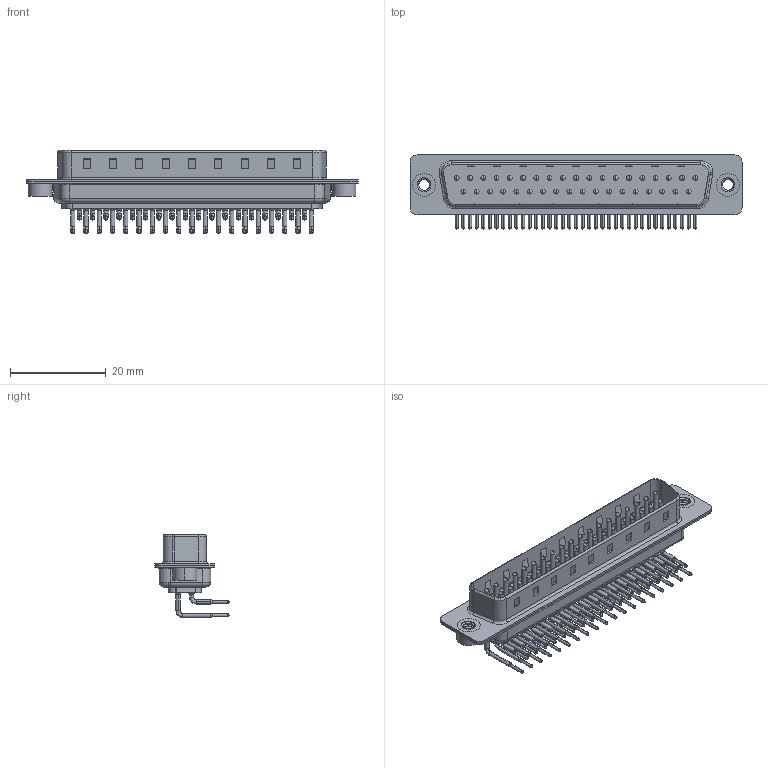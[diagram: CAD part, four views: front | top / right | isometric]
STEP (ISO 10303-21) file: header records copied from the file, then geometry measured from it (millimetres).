
FILE_DESCRIPTION (( 'STEP AP203' ), '1' );
FILE_NAME ('621-M37-260-BN2.STEP', '2018-09-25T05:00:37', ( '' ), ( '' ), 'SwSTEP 2.0', 'SolidWorks 2016', '' );
FILE_SCHEMA (( 'CONFIG_CONTROL_DESIGN' ));
Length unit declared in the file: millimetre
Products named in the file (7): 621M Contact Row 1; 621M Contact Row 2; 621M 4-40 Threaded Rivet; 621-M37-260-BN2; 621M Housing_37 Contacts; 621M Shell Front_37 Contacts; 621M Shell Rear_37 Contacts
Assembly tree (42 placements, depth 2):
  621-M37-260-BN2
    621M Housing_37 Contacts
    621M Shell Front_37 Contacts
    621M Shell Rear_37 Contacts
    621M Contact Row 1  x19
    621M Contact Row 2  x18
    621M 4-40 Threaded Rivet  x2
Bounding box: 69.4 x 15.49 x 17.39 mm (x, y, z)
Volume: 3996.9 mm3; surface area: 10367.5 mm2
Topology: 42 solids, 42 shells, 4482 faces, 12567 edges, 8180 vertices
Faces by surface type: plane 2571, cylinder 1473, bspline 228, cone 154, torus 56
Entity records: 30263 total; most frequent: CARTESIAN_POINT 6331, DIRECTION 4883, ORIENTED_EDGE 4442, EDGE_CURVE 2221, AXIS2_PLACEMENT_3D 1802, VERTEX_POINT 1441, LINE 1279, VECTOR 1279
